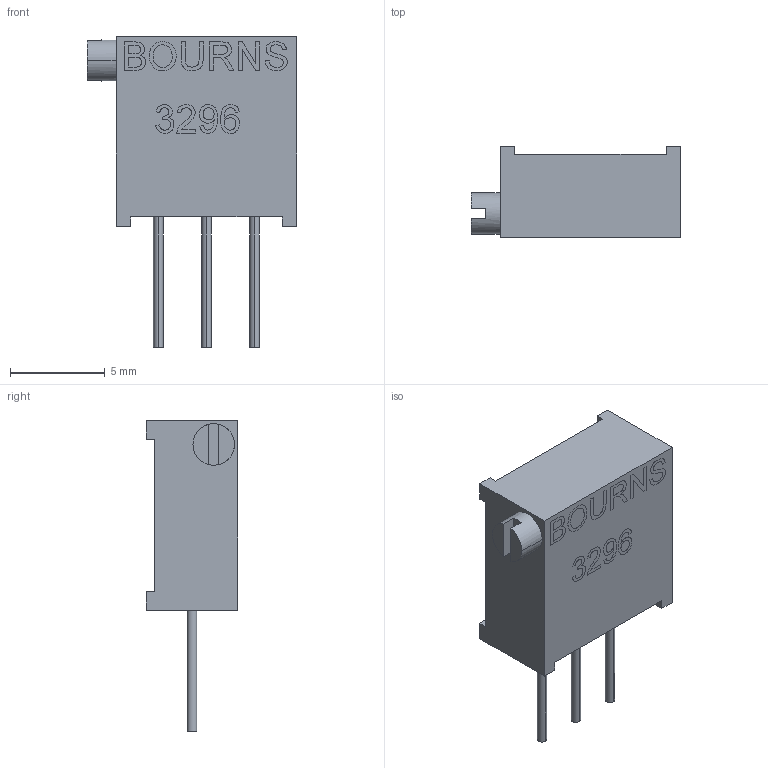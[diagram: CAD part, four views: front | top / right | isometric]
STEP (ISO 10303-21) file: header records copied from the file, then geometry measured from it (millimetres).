
FILE_DESCRIPTION(('FreeCAD Model'),'2;1');
FILE_NAME( 'BO3296X1013107267435.step', '2018-06-19T09:02:20',('kicad StepUp'),('ksu MCAD'), 'Open CASCADE STEP processor 7.2','FreeCAD','Unknown');
FILE_SCHEMA(('AUTOMOTIVE_DESIGN { 1 0 10303 214 1 1 1 1 }'));
Length unit declared in the file: millimetre
Products named in the file (1): BO3296X1013107267435
Bounding box: 11.05 x 4.83 x 16.43 mm (x, y, z)
Volume: 413.3 mm3; surface area: 411.8 mm2
Topology: 1 solids, 1 shells, 194 faces, 516 edges, 344 vertices
Faces by surface type: bspline 95, plane 91, cylinder 8
Entity records: 12795 total; most frequent: CARTESIAN_POINT 7222, ORIENTED_EDGE 1032, DIRECTION 546, EDGE_CURVE 516, VERTEX_POINT 344, LINE 306, VECTOR 306, FACE_BOUND 214
